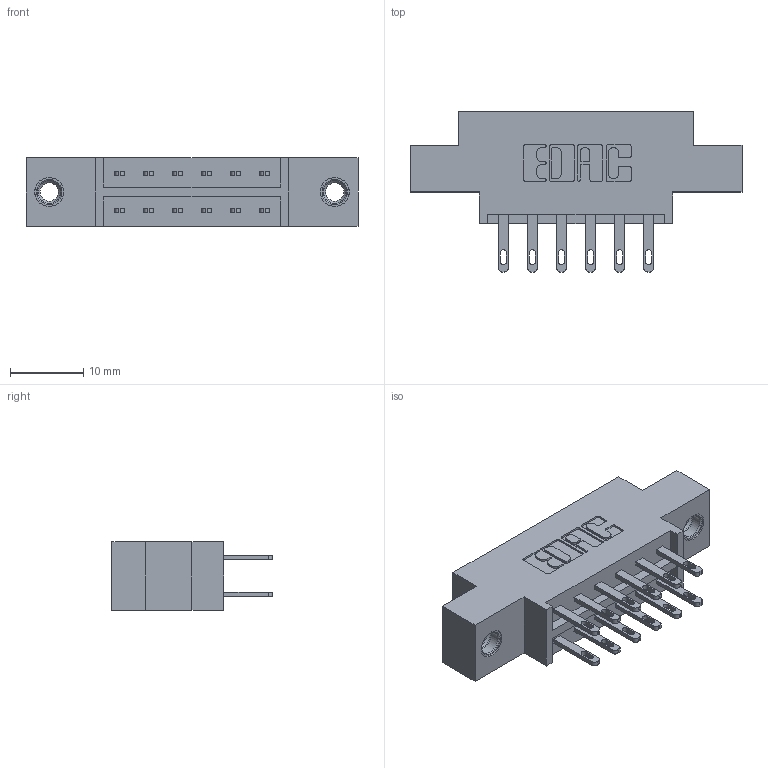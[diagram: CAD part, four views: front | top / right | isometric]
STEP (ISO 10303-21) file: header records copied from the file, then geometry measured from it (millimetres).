
FILE_DESCRIPTION (( 'STEP AP203' ), '1' );
FILE_NAME ('333-012-500-807.STEP', '2018-07-31T23:50:41', ( '' ), ( '' ), 'SwSTEP 2.0', 'SolidWorks 2016', '' );
FILE_SCHEMA (( 'CONFIG_CONTROL_DESIGN' ));
Length unit declared in the file: inch
Products named in the file (4): 333-012-500-807; 333 Part_Offset - .156 Dia - TI; 345-292-001_345-293-100; 345-250-001_345-250-005-103
Assembly tree (15 placements, depth 2):
  333-012-500-807
    333 Part_Offset - .156 Dia - TI
    345-292-001_345-293-100  x12
    345-250-001_345-250-005-103  x2
Bounding box: 45.31 x 21.85 x 9.4 mm (x, y, z)
Volume: 4085 mm3; surface area: 4829.6 mm2
Topology: 15 solids, 15 shells, 754 faces, 2223 edges, 1474 vertices
Faces by surface type: plane 466, cylinder 272, cone 12, torus 4
Entity records: 9764 total; most frequent: CARTESIAN_POINT 1645, ORIENTED_EDGE 1574, DIRECTION 1501, EDGE_CURVE 787, VECTOR 635, LINE 635, VERTEX_POINT 520, AXIS2_PLACEMENT_3D 433
